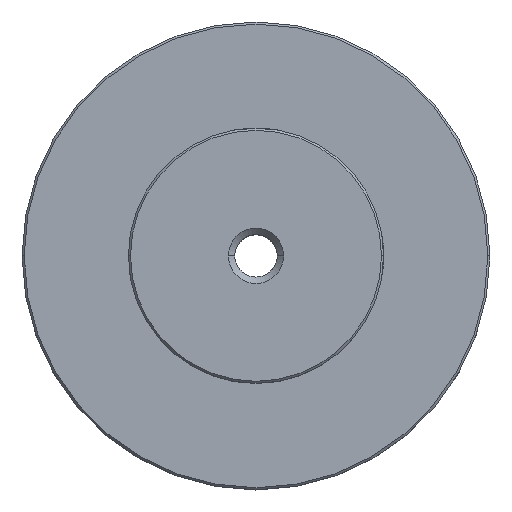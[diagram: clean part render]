
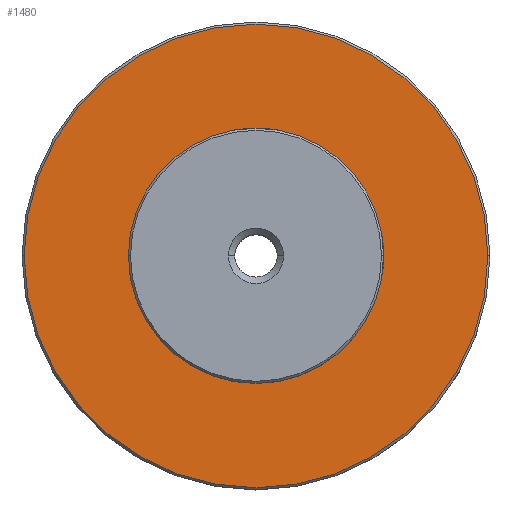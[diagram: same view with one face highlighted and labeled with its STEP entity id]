
A CAD part, top view. The second image highlights one B-rep face of the part: STEP entity #1480.
In plain terms, the highlighted planar face has unit normal (0, 0, 1).
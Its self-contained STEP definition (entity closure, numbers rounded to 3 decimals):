
#320 = DIRECTION ( 'NONE',  ( 0., 0., 1. ) ) ;
#1480 = ADVANCED_FACE ( 'NONE', ( #13585, #2283 ), #22781, .T. ) ;
#1960 = EDGE_LOOP ( 'NONE', ( #14592, #26116 ) ) ;
#2243 = AXIS2_PLACEMENT_3D ( 'NONE', #25099, #11073, #8673 ) ;
#2283 = FACE_BOUND ( 'NONE', #1960, .T. ) ;
#2801 = ORIENTED_EDGE ( 'NONE', *, *, #8767, .T. ) ;
#3061 = DIRECTION ( 'NONE',  ( 1., 0., 0. ) ) ;
#3451 = VERTEX_POINT ( 'NONE', #16985 ) ;
#5063 = AXIS2_PLACEMENT_3D ( 'NONE', #16753, #21869, #8014 ) ;
#6735 = CIRCLE ( 'NONE', #18764, 15. ) ;
#8014 = DIRECTION ( 'NONE',  ( 1., 0., 0. ) ) ;
#8673 = DIRECTION ( 'NONE',  ( 1., 0., 0. ) ) ;
#8767 = EDGE_CURVE ( 'NONE', #18117, #26244, #18608, .T. ) ;
#9884 = CIRCLE ( 'NONE', #5063, 15. ) ;
#11073 = DIRECTION ( 'NONE',  ( 0., 0., 1. ) ) ;
#12473 = AXIS2_PLACEMENT_3D ( 'NONE', #25200, #320, #20812 ) ;
#12520 = CARTESIAN_POINT ( 'NONE',  ( 0., 0., 8.5 ) ) ;
#13096 = CARTESIAN_POINT ( 'NONE',  ( 27.25, 0., 8.5 ) ) ;
#13207 = EDGE_CURVE ( 'NONE', #3451, #15382, #9884, .T. ) ;
#13585 = FACE_OUTER_BOUND ( 'NONE', #27060, .T. ) ;
#14206 = DIRECTION ( 'NONE',  ( 0., 0., 1. ) ) ;
#14592 = ORIENTED_EDGE ( 'NONE', *, *, #13207, .F. ) ;
#14833 = CIRCLE ( 'NONE', #21556, 27.25 ) ;
#15382 = VERTEX_POINT ( 'NONE', #23419 ) ;
#15502 = DIRECTION ( 'NONE',  ( 0., 0., 1. ) ) ;
#16753 = CARTESIAN_POINT ( 'NONE',  ( 0., 0., 8.5 ) ) ;
#16985 = CARTESIAN_POINT ( 'NONE',  ( -15., 0., 8.5 ) ) ;
#17960 = EDGE_CURVE ( 'NONE', #15382, #3451, #6735, .T. ) ;
#18117 = VERTEX_POINT ( 'NONE', #13096 ) ;
#18608 = CIRCLE ( 'NONE', #2243, 27.25 ) ;
#18764 = AXIS2_PLACEMENT_3D ( 'NONE', #12520, #15502, #21851 ) ;
#19762 = CARTESIAN_POINT ( 'NONE',  ( 0., 0., 8.5 ) ) ;
#20812 = DIRECTION ( 'NONE',  ( 1., 0., 0. ) ) ;
#20845 = ORIENTED_EDGE ( 'NONE', *, *, #22553, .T. ) ;
#21556 = AXIS2_PLACEMENT_3D ( 'NONE', #19762, #14206, #3061 ) ;
#21851 = DIRECTION ( 'NONE',  ( 1., 0., 0. ) ) ;
#21869 = DIRECTION ( 'NONE',  ( 0., 0., 1. ) ) ;
#21938 = CARTESIAN_POINT ( 'NONE',  ( -27.25, 0., 8.5 ) ) ;
#22553 = EDGE_CURVE ( 'NONE', #26244, #18117, #14833, .T. ) ;
#22781 = PLANE ( 'NONE',  #12473 ) ;
#23419 = CARTESIAN_POINT ( 'NONE',  ( 15., 0., 8.5 ) ) ;
#25099 = CARTESIAN_POINT ( 'NONE',  ( 0., 0., 8.5 ) ) ;
#25200 = CARTESIAN_POINT ( 'NONE',  ( 0., 0., 8.5 ) ) ;
#26116 = ORIENTED_EDGE ( 'NONE', *, *, #17960, .F. ) ;
#26244 = VERTEX_POINT ( 'NONE', #21938 ) ;
#27060 = EDGE_LOOP ( 'NONE', ( #20845, #2801 ) ) ;
